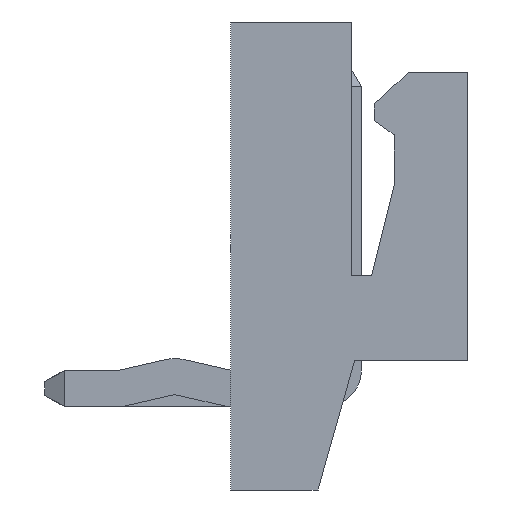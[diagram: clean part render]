
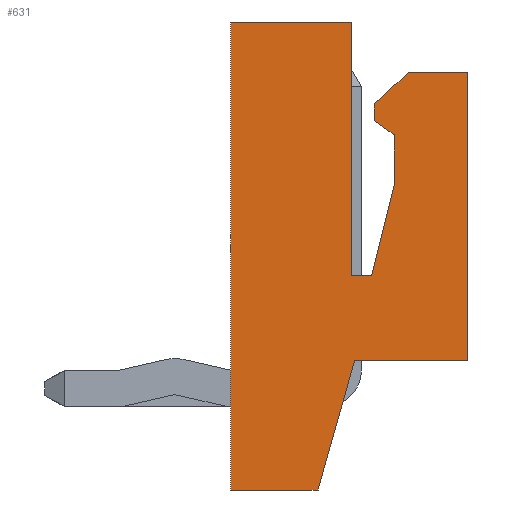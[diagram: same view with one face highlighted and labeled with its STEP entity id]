
A CAD part, left-side view. The second image highlights one B-rep face of the part: STEP entity #631.
In plain terms, the highlighted planar face has unit normal (-1, 0, 0).
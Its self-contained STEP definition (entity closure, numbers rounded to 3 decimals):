
#631 = ADVANCED_FACE( '', ( #1293 ), #1294, .T. );
#1293 = FACE_OUTER_BOUND( '', #2015, .T. );
#1294 = PLANE( '', #2016 );
#2015 = EDGE_LOOP( '', ( #3566, #3567, #3568, #3569, #3570, #3571, #3572, #3573, #3574, #3575, #3576, #3577, #3578, #3579 ) );
#2016 = AXIS2_PLACEMENT_3D( '', #3580, #3581, #3582 );
#3566 = ORIENTED_EDGE( '', *, *, #4969, .F. );
#3567 = ORIENTED_EDGE( '', *, *, #5092, .T. );
#3568 = ORIENTED_EDGE( '', *, *, #5123, .T. );
#3569 = ORIENTED_EDGE( '', *, *, #5124, .T. );
#3570 = ORIENTED_EDGE( '', *, *, #5125, .T. );
#3571 = ORIENTED_EDGE( '', *, *, #4542, .F. );
#3572 = ORIENTED_EDGE( '', *, *, #4872, .T. );
#3573 = ORIENTED_EDGE( '', *, *, #4641, .F. );
#3574 = ORIENTED_EDGE( '', *, *, #5126, .F. );
#3575 = ORIENTED_EDGE( '', *, *, #4961, .F. );
#3576 = ORIENTED_EDGE( '', *, *, #4713, .F. );
#3577 = ORIENTED_EDGE( '', *, *, #5127, .F. );
#3578 = ORIENTED_EDGE( '', *, *, #5097, .F. );
#3579 = ORIENTED_EDGE( '', *, *, #4809, .F. );
#3580 = CARTESIAN_POINT( '', ( -11.25, -1.9, -3. ) );
#3581 = DIRECTION( '', ( -1., 0., 0. ) );
#3582 = DIRECTION( '', ( 0., 0., 1. ) );
#4542 = EDGE_CURVE( '', #5448, #5450, #5451, .T. );
#4641 = EDGE_CURVE( '', #5626, #5628, #5629, .T. );
#4713 = EDGE_CURVE( '', #5744, #5746, #5747, .T. );
#4809 = EDGE_CURVE( '', #5910, #5912, #5913, .T. );
#4872 = EDGE_CURVE( '', #5448, #5628, #6015, .T. );
#4961 = EDGE_CURVE( '', #5746, #6143, #6144, .T. );
#4969 = EDGE_CURVE( '', #6153, #5910, #6155, .T. );
#5092 = EDGE_CURVE( '', #6153, #6316, #6318, .T. );
#5097 = EDGE_CURVE( '', #5912, #6324, #6325, .T. );
#5123 = EDGE_CURVE( '', #6316, #6358, #6359, .T. );
#5124 = EDGE_CURVE( '', #6358, #6360, #6361, .T. );
#5125 = EDGE_CURVE( '', #6360, #5450, #6362, .T. );
#5126 = EDGE_CURVE( '', #6143, #5626, #6363, .T. );
#5127 = EDGE_CURVE( '', #6324, #5744, #6364, .T. );
#5448 = VERTEX_POINT( '', #6761 );
#5450 = VERTEX_POINT( '', #6764 );
#5451 = LINE( '', #6765, #6766 );
#5626 = VERTEX_POINT( '', #7023 );
#5628 = VERTEX_POINT( '', #7026 );
#5629 = LINE( '', #7027, #7028 );
#5744 = VERTEX_POINT( '', #7197 );
#5746 = VERTEX_POINT( '', #7200 );
#5747 = LINE( '', #7201, #7202 );
#5910 = VERTEX_POINT( '', #7445 );
#5912 = VERTEX_POINT( '', #7448 );
#5913 = LINE( '', #7449, #7450 );
#6015 = LINE( '', #7605, #7606 );
#6143 = VERTEX_POINT( '', #7799 );
#6144 = LINE( '', #7800, #7801 );
#6153 = VERTEX_POINT( '', #7814 );
#6155 = LINE( '', #7817, #7818 );
#6316 = VERTEX_POINT( '', #8057 );
#6318 = LINE( '', #8060, #8061 );
#6324 = VERTEX_POINT( '', #8069 );
#6325 = LINE( '', #8070, #8071 );
#6358 = VERTEX_POINT( '', #8120 );
#6359 = LINE( '', #8121, #8122 );
#6360 = VERTEX_POINT( '', #8123 );
#6361 = LINE( '', #8124, #8125 );
#6362 = LINE( '', #8126, #8127 );
#6363 = LINE( '', #8128, #8129 );
#6364 = LINE( '', #8130, #8131 );
#6761 = CARTESIAN_POINT( '', ( -11.25, -1.9, -3. ) );
#6764 = CARTESIAN_POINT( '', ( -11.25, 0.1, -3. ) );
#6765 = CARTESIAN_POINT( '', ( -11.25, -1.9, -3. ) );
#6766 = VECTOR( '', #8518, 1000. );
#7023 = CARTESIAN_POINT( '', ( -11.25, -0.85, 2.1 ) );
#7026 = CARTESIAN_POINT( '', ( -11.25, -1.9, 2.1 ) );
#7027 = CARTESIAN_POINT( '', ( -11.25, -0.85, 2.1 ) );
#7028 = VECTOR( '', #8602, 1000. );
#7197 = CARTESIAN_POINT( '', ( -11.25, -0.6, 1. ) );
#7200 = CARTESIAN_POINT( '', ( -11.25, -0.25, 1.25 ) );
#7201 = CARTESIAN_POINT( '', ( -11.25, -0.25, 1.25 ) );
#7202 = VECTOR( '', #8658, 1000. );
#7445 = CARTESIAN_POINT( '', ( -11.25, 0.15, -1.5 ) );
#7448 = CARTESIAN_POINT( '', ( -11.25, -0.2, -1.5 ) );
#7449 = CARTESIAN_POINT( '', ( -11.25, 0.15, -1.5 ) );
#7450 = VECTOR( '', #8740, 1000. );
#7605 = CARTESIAN_POINT( '', ( -11.25, -1.9, -3. ) );
#7606 = VECTOR( '', #8794, 1000. );
#7799 = CARTESIAN_POINT( '', ( -11.25, -0.25, 1.55 ) );
#7800 = CARTESIAN_POINT( '', ( -11.25, -0.25, 1.55 ) );
#7801 = VECTOR( '', #8860, 1000. );
#7814 = CARTESIAN_POINT( '', ( -11.25, 0.15, 3. ) );
#7817 = CARTESIAN_POINT( '', ( -11.25, 0.15, -1.5 ) );
#7818 = VECTOR( '', #8866, 1000. );
#8057 = CARTESIAN_POINT( '', ( -11.25, 2.3, 3. ) );
#8060 = CARTESIAN_POINT( '', ( -11.25, -1.9, 3. ) );
#8061 = VECTOR( '', #8976, 1000. );
#8069 = CARTESIAN_POINT( '', ( -11.25, -0.6, 0.1 ) );
#8070 = CARTESIAN_POINT( '', ( -11.25, -0.2, -1.5 ) );
#8071 = VECTOR( '', #8979, 1000. );
#8120 = CARTESIAN_POINT( '', ( -11.25, 2.3, -5.3 ) );
#8121 = CARTESIAN_POINT( '', ( -11.25, 2.3, 3. ) );
#8122 = VECTOR( '', #9002, 1000. );
#8123 = CARTESIAN_POINT( '', ( -11.25, 0.75, -5.3 ) );
#8124 = CARTESIAN_POINT( '', ( -11.25, 2.3, -5.3 ) );
#8125 = VECTOR( '', #9003, 1000. );
#8126 = CARTESIAN_POINT( '', ( -11.25, 0.75, -5.3 ) );
#8127 = VECTOR( '', #9004, 1000. );
#8128 = CARTESIAN_POINT( '', ( -11.25, -0.25, 1.55 ) );
#8129 = VECTOR( '', #9005, 1000. );
#8130 = CARTESIAN_POINT( '', ( -11.25, -0.6, 1. ) );
#8131 = VECTOR( '', #9006, 1000. );
#8518 = DIRECTION( '', ( 0., 1., 0. ) );
#8602 = DIRECTION( '', ( 0., -1., 0. ) );
#8658 = DIRECTION( '', ( 0., 0.814, 0.581 ) );
#8740 = DIRECTION( '', ( 0., -1., 0. ) );
#8794 = DIRECTION( '', ( 0., 0., 1. ) );
#8860 = DIRECTION( '', ( 0., 0., 1. ) );
#8866 = DIRECTION( '', ( 0., 0., -1. ) );
#8976 = DIRECTION( '', ( 0., 1., 0. ) );
#8979 = DIRECTION( '', ( 0., -0.243, 0.97 ) );
#9002 = DIRECTION( '', ( 0., 0., -1. ) );
#9003 = DIRECTION( '', ( 0., -1., 0. ) );
#9004 = DIRECTION( '', ( 0., -0.272, 0.962 ) );
#9005 = DIRECTION( '', ( 0., -0.737, 0.676 ) );
#9006 = DIRECTION( '', ( 0., 0., 1. ) );
